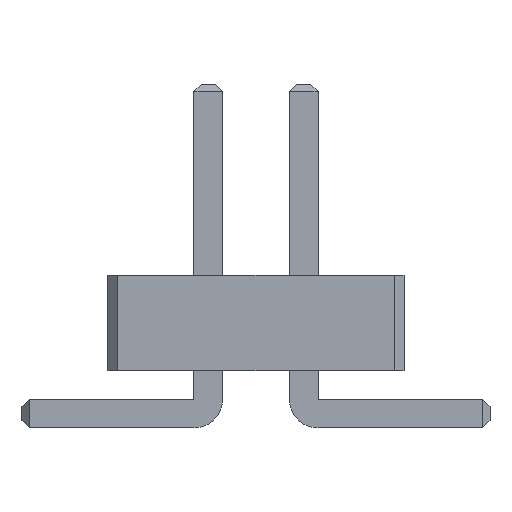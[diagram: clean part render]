
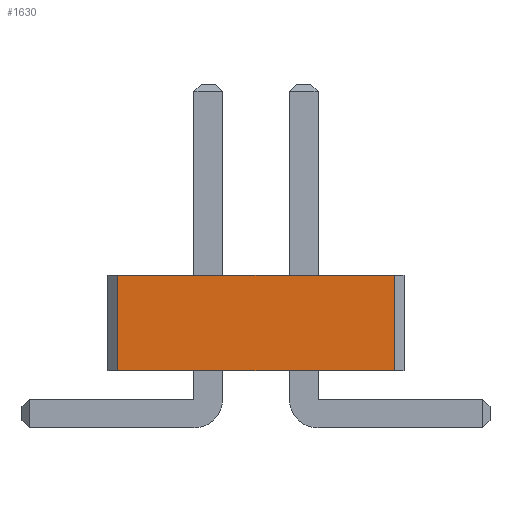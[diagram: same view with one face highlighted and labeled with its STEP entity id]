
A CAD part, front view. The second image highlights one B-rep face of the part: STEP entity #1630.
In plain terms, the highlighted planar face has unit normal (0, -1, 0).
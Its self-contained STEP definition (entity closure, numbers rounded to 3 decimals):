
#13=DIRECTION('',(0.,0.,1.));
#27=VECTOR('',#13,1.);
#67=DIRECTION('',(1.,0.,0.));
#1617=VERTEX_POINT('',#1618);
#1618=CARTESIAN_POINT('',(-1.45,-14.,1.6));
#1621=EDGE_CURVE('',#1622,#1617,#1624,.T.);
#1622=VERTEX_POINT('',#1623);
#1623=CARTESIAN_POINT('',(-1.45,-14.,0.6));
#1624=LINE('',#1623,#27);
#1630=ADVANCED_FACE('',(#1631),#1648,.F.);
#1631=FACE_BOUND('',#1632,.F.);
#1632=EDGE_LOOP('',(#1633,#1634,#1640,#1645));
#1633=ORIENTED_EDGE('',*,*,#1621,.T.);
#1634=ORIENTED_EDGE('',*,*,#1635,.T.);
#1635=EDGE_CURVE('',#1617,#1636,#1638,.T.);
#1636=VERTEX_POINT('',#1637);
#1637=CARTESIAN_POINT('',(1.45,-14.,1.6));
#1638=LINE('',#1618,#1639);
#1639=VECTOR('',#67,1.);
#1640=ORIENTED_EDGE('',*,*,#1641,.F.);
#1641=EDGE_CURVE('',#1642,#1636,#1644,.T.);
#1642=VERTEX_POINT('',#1643);
#1643=CARTESIAN_POINT('',(1.45,-14.,0.6));
#1644=LINE('',#1643,#27);
#1645=ORIENTED_EDGE('',*,*,#1646,.F.);
#1646=EDGE_CURVE('',#1622,#1642,#1647,.T.);
#1647=LINE('',#1623,#1639);
#1648=PLANE('',#1649);
#1649=AXIS2_PLACEMENT_3D('',#1623,#1650,#67);
#1650=DIRECTION('',(0.,1.,0.));
